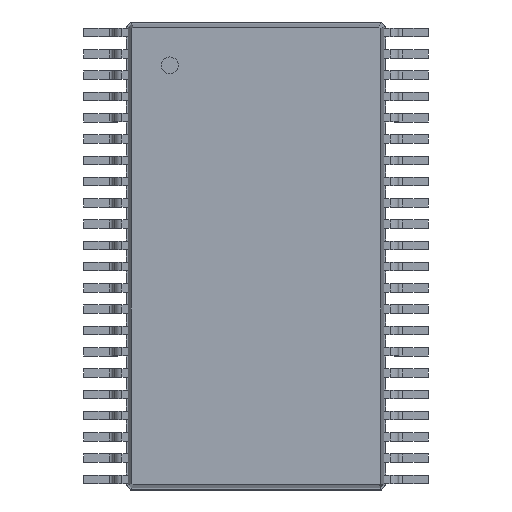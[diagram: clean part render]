
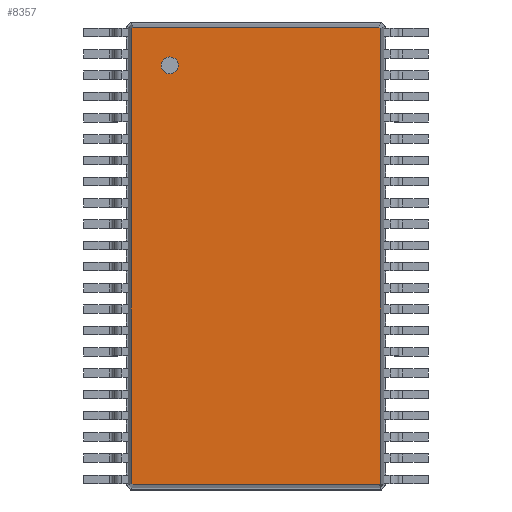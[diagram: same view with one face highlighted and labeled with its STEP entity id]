
A CAD part, top view. The second image highlights one B-rep face of the part: STEP entity #8357.
In plain terms, the highlighted planar face has unit normal (0, 0, 1).
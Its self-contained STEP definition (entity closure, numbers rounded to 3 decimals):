
#2676 = VERTEX_POINT('',#2677);
#2677 = CARTESIAN_POINT('',(2.929,-5.339,1.2));
#2682 = EDGE_CURVE('',#2683,#2676,#2685,.T.);
#2683 = VERTEX_POINT('',#2684);
#2684 = CARTESIAN_POINT('',(2.929,5.339,1.2));
#2685 = LINE('',#2686,#2687);
#2686 = CARTESIAN_POINT('',(2.929,5.339,1.2));
#2687 = VECTOR('',#2688,1.);
#2688 = DIRECTION('',(0.,-1.,0.));
#8340 = VERTEX_POINT('',#8341);
#8341 = CARTESIAN_POINT('',(2.889,-5.379,1.2));
#8346 = EDGE_CURVE('',#2676,#8340,#8347,.T.);
#8347 = LINE('',#8348,#8349);
#8348 = CARTESIAN_POINT('',(2.929,-5.339,1.2));
#8349 = VECTOR('',#8350,1.);
#8350 = DIRECTION('',(-0.707,-0.707,0.));
#8357 = ADVANCED_FACE('',(#8358,#8408),#8419,.T.);
#8358 = FACE_BOUND('',#8359,.T.);
#8359 = EDGE_LOOP('',(#8360,#8370,#8378,#8386,#8394,#8400,#8401,#8402));
#8360 = ORIENTED_EDGE('',*,*,#8361,.F.);
#8361 = EDGE_CURVE('',#8362,#8364,#8366,.T.);
#8362 = VERTEX_POINT('',#8363);
#8363 = CARTESIAN_POINT('',(-2.889,5.379,1.2));
#8364 = VERTEX_POINT('',#8365);
#8365 = CARTESIAN_POINT('',(2.889,5.379,1.2));
#8366 = LINE('',#8367,#8368);
#8367 = CARTESIAN_POINT('',(-2.889,5.379,1.2));
#8368 = VECTOR('',#8369,1.);
#8369 = DIRECTION('',(1.,0.,0.));
#8370 = ORIENTED_EDGE('',*,*,#8371,.F.);
#8371 = EDGE_CURVE('',#8372,#8362,#8374,.T.);
#8372 = VERTEX_POINT('',#8373);
#8373 = CARTESIAN_POINT('',(-2.929,5.339,1.2));
#8374 = LINE('',#8375,#8376);
#8375 = CARTESIAN_POINT('',(-2.929,5.339,1.2));
#8376 = VECTOR('',#8377,1.);
#8377 = DIRECTION('',(0.707,0.707,0.));
#8378 = ORIENTED_EDGE('',*,*,#8379,.F.);
#8379 = EDGE_CURVE('',#8380,#8372,#8382,.T.);
#8380 = VERTEX_POINT('',#8381);
#8381 = CARTESIAN_POINT('',(-2.929,-5.339,1.2));
#8382 = LINE('',#8383,#8384);
#8383 = CARTESIAN_POINT('',(-2.929,-5.339,1.2));
#8384 = VECTOR('',#8385,1.);
#8385 = DIRECTION('',(0.,1.,0.));
#8386 = ORIENTED_EDGE('',*,*,#8387,.F.);
#8387 = EDGE_CURVE('',#8388,#8380,#8390,.T.);
#8388 = VERTEX_POINT('',#8389);
#8389 = CARTESIAN_POINT('',(-2.889,-5.379,1.2));
#8390 = LINE('',#8391,#8392);
#8391 = CARTESIAN_POINT('',(-2.889,-5.379,1.2));
#8392 = VECTOR('',#8393,1.);
#8393 = DIRECTION('',(-0.707,0.707,0.));
#8394 = ORIENTED_EDGE('',*,*,#8395,.F.);
#8395 = EDGE_CURVE('',#8340,#8388,#8396,.T.);
#8396 = LINE('',#8397,#8398);
#8397 = CARTESIAN_POINT('',(2.889,-5.379,1.2));
#8398 = VECTOR('',#8399,1.);
#8399 = DIRECTION('',(-1.,0.,0.));
#8400 = ORIENTED_EDGE('',*,*,#8346,.F.);
#8401 = ORIENTED_EDGE('',*,*,#2682,.F.);
#8402 = ORIENTED_EDGE('',*,*,#8403,.F.);
#8403 = EDGE_CURVE('',#8364,#2683,#8404,.T.);
#8404 = LINE('',#8405,#8406);
#8405 = CARTESIAN_POINT('',(2.889,5.379,1.2));
#8406 = VECTOR('',#8407,1.);
#8407 = DIRECTION('',(0.707,-0.707,0.));
#8408 = FACE_BOUND('',#8409,.T.);
#8409 = EDGE_LOOP('',(#8410));
#8410 = ORIENTED_EDGE('',*,*,#8411,.F.);
#8411 = EDGE_CURVE('',#8412,#8412,#8414,.T.);
#8412 = VERTEX_POINT('',#8413);
#8413 = CARTESIAN_POINT('',(-2.029,4.279,1.2));
#8414 = CIRCLE('',#8415,0.2);
#8415 = AXIS2_PLACEMENT_3D('',#8416,#8417,#8418);
#8416 = CARTESIAN_POINT('',(-2.029,4.479,1.2));
#8417 = DIRECTION('',(0.,0.,1.));
#8418 = DIRECTION('',(0.,-1.,0.));
#8419 = PLANE('',#8420);
#8420 = AXIS2_PLACEMENT_3D('',#8421,#8422,#8423);
#8421 = CARTESIAN_POINT('',(-2.889,5.379,1.2));
#8422 = DIRECTION('',(0.,0.,1.));
#8423 = DIRECTION('',(0.473,-0.881,0.));
